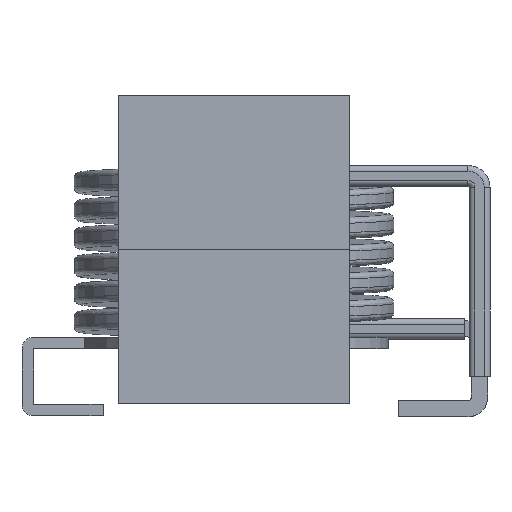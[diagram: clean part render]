
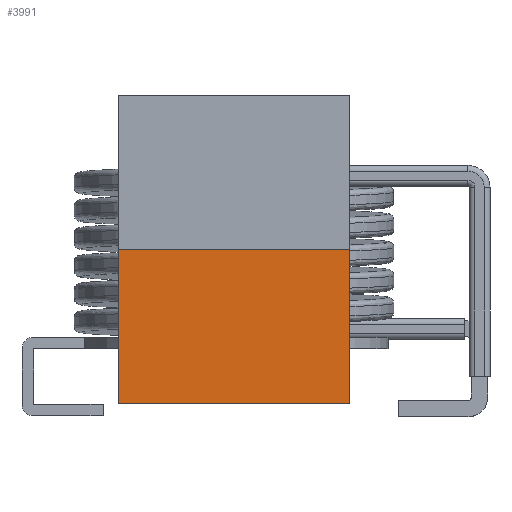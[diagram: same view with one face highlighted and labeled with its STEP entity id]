
A CAD part, left-side view. The second image highlights one B-rep face of the part: STEP entity #3991.
In plain terms, the highlighted planar face has unit normal (-1, 0, 0).
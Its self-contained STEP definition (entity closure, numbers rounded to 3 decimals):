
#347=LINE('',#7148,#628);
#350=LINE('',#7154,#631);
#351=LINE('',#7156,#632);
#352=LINE('',#7158,#633);
#628=VECTOR('',#6144,1000.);
#631=VECTOR('',#6149,1000.);
#632=VECTOR('',#6150,1000.);
#633=VECTOR('',#6151,1000.);
#914=ORIENTED_EDGE('',*,*,#2129,.F.);
#915=ORIENTED_EDGE('',*,*,#2132,.F.);
#916=ORIENTED_EDGE('',*,*,#2133,.T.);
#917=ORIENTED_EDGE('',*,*,#2134,.T.);
#2129=EDGE_CURVE('',#2738,#2739,#347,.T.);
#2132=EDGE_CURVE('',#2741,#2738,#350,.T.);
#2133=EDGE_CURVE('',#2741,#2742,#351,.T.);
#2134=EDGE_CURVE('',#2742,#2739,#352,.T.);
#2738=VERTEX_POINT('',#7147);
#2739=VERTEX_POINT('',#7149);
#2741=VERTEX_POINT('',#7155);
#2742=VERTEX_POINT('',#7157);
#3265=EDGE_LOOP('',(#914,#915,#916,#917));
#3554=FACE_BOUND('',#3265,.T.);
#3843=PLANE('',#5774);
#3991=ADVANCED_FACE('',(#3554),#3843,.T.);
#5774=AXIS2_PLACEMENT_3D('',#7153,#6147,#6148);
#6144=DIRECTION('',(0.,-1.,0.));
#6147=DIRECTION('',(-1.,0.,0.));
#6148=DIRECTION('',(0.,0.,1.));
#6149=DIRECTION('',(0.,0.,1.));
#6150=DIRECTION('',(0.,-1.,0.));
#6151=DIRECTION('',(0.,0.,1.));
#7147=CARTESIAN_POINT('',(-9.,5.,0.));
#7148=CARTESIAN_POINT('',(-9.,5.,0.));
#7149=CARTESIAN_POINT('',(-9.,-5.,0.));
#7153=CARTESIAN_POINT('',(-9.,5.,-6.65));
#7154=CARTESIAN_POINT('',(-9.,5.,-6.65));
#7155=CARTESIAN_POINT('',(-9.,5.,-6.65));
#7156=CARTESIAN_POINT('',(-9.,5.,-6.65));
#7157=CARTESIAN_POINT('',(-9.,-5.,-6.65));
#7158=CARTESIAN_POINT('',(-9.,-5.,-6.65));
